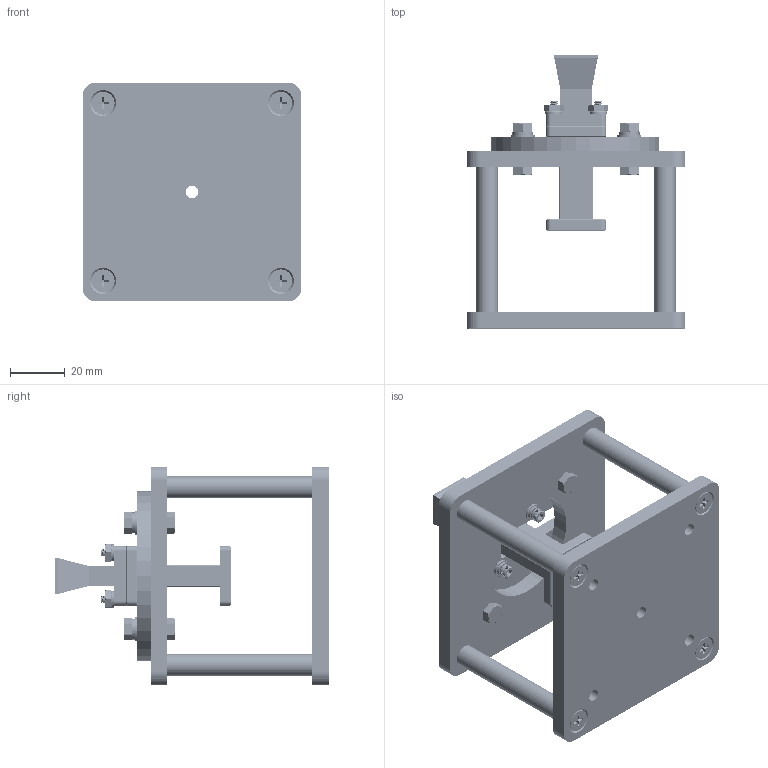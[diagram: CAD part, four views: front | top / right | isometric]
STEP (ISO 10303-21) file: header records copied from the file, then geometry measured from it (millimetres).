
FILE_DESCRIPTION (( 'STEP AP214' ), '1' );
FILE_NAME ('FM1WAN034-10_3D.step', '2024-03-07T00:16:21', ( '' ), ( '' ), 'SwSTEP 2.0', 'SolidWorks 2022', '' );
FILE_SCHEMA (( 'AUTOMOTIVE_DESIGN' ));
Length unit declared in the file: inch
Products named in the file (17): No.4 Lock Washer_1_COMPRESSED; FMWAN034-MNT_UPR PLT_2; M4x0.7P 16mmL HEX HEAD SCR_1_91287A115; FMWAN034-MNT_RND PLT_2; FMWAN034-MNT; M4 FLAT WSHR,4.3IDx9ODx0.8THK,STNLS STL_1_91166A230; flat head screw_am_B18.6.7M - M4 x 0.7 x 10 Type I Cross Recessed FHMS --10N; FMWAN034-MNT_LWR PLT_2; M4 SPLIT LK WSHR,4.4IDx7.6ODx1.0THK,STNL STL_1_COMPRESSED; FM1WAN034-10_3D; FMWAN034-10; FMWAN034-MNT_STDF RND 4.5ID X 53LG_2; No.4 Flat Washer_1_91166A230; Screw 4-40SH x 9_16_3; M4x0.7 HEX NUT,7mmAF,3.2mmTHK_1_94150A335; FMW34S001-1.5; 4-40 Nut_1_94150A335
Assembly tree (54 placements, depth 3):
  FM1WAN034-10_3D
    FMWAN034-MNT
      FMWAN034-MNT_UPR PLT_2
      FMWAN034-MNT_LWR PLT_2
      FMWAN034-MNT_RND PLT_2
      FMWAN034-MNT_STDF RND 4.5ID X 53LG_2  x4
      flat head screw_am_B18.6.7M - M4 x 0.7 x 10 Type I Cross Recessed FHMS --10N  x8
      M4x0.7P 16mmL HEX HEAD SCR_1_91287A115  x4
      M4 FLAT WSHR,4.3IDx9ODx0.8THK,STNLS STL_1_91166A230  x4
      M4 SPLIT LK WSHR,4.4IDx7.6ODx1.0THK,STNL STL_1_COMPRESSED  x4
      M4x0.7 HEX NUT,7mmAF,3.2mmTHK_1_94150A335  x4
    FMWAN034-10
    FMW34S001-1.5
    No.4 Lock Washer_1_COMPRESSED  x4
    No.4 Flat Washer_1_91166A230  x8
    Screw 4-40SH x 9_16_3  x4
    4-40 Nut_1_94150A335  x4
Bounding box: 80 x 100 x 80 mm (x, y, z)
Volume: 99640.9 mm3; surface area: 60001.2 mm2
Topology: 53 solids, 53 shells, 3196 faces, 8678 edges, 5604 vertices
Faces by surface type: cylinder 1107, plane 1005, cone 628, torus 408, bspline 48
Entity records: 45210 total; most frequent: CARTESIAN_POINT 21704, ORIENTED_EDGE 5146, DIRECTION 4258, EDGE_CURVE 2573, AXIS2_PLACEMENT_3D 1664, VERTEX_POINT 1658, EDGE_LOOP 1051, ADVANCED_FACE 953
